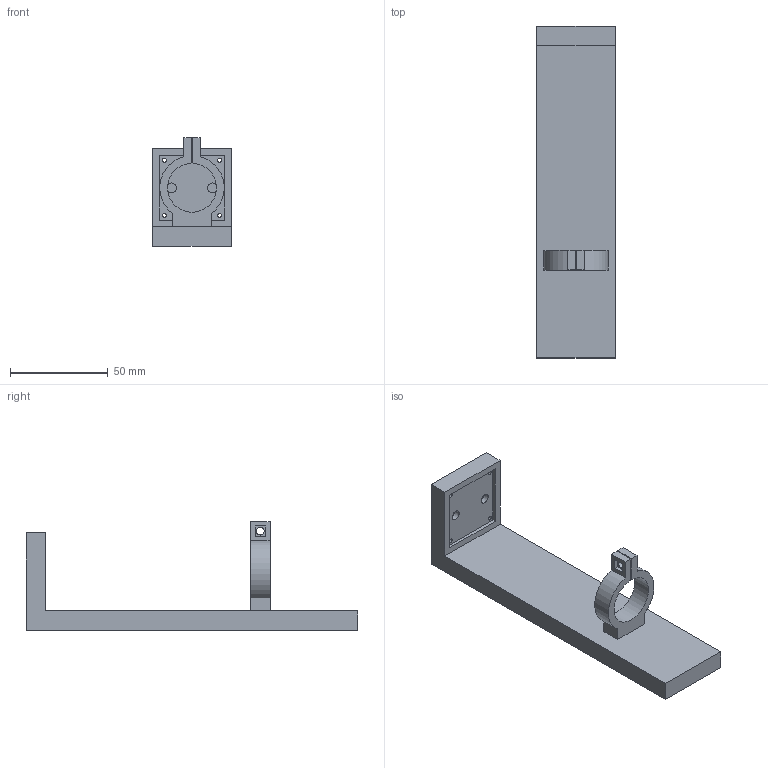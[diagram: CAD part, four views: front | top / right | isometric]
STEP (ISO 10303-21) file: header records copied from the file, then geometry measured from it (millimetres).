
FILE_DESCRIPTION(/* description */ (''),/* implementation_level */ '2;1');
FILE_NAME(/* name */ 'PySpectroscope_fixture_2',/* time_stamp */ '2025-08-02T16:51:34+02:00',/* author */ (''),/* organization */ (''),/* preprocessor_version */ 'ST-DEVELOPER v19.2',/* originating_system */ 'Rhino 8.22',/* authorisation */ '');
FILE_SCHEMA (('CONFIG_CONTROL_DESIGN'));
Length unit declared in the file: millimetre
Products named in the file (1): Document
Bounding box: 40 x 170 x 55.77 mm (x, y, z)
Volume: 86984.5 mm3; surface area: 25488 mm2
Topology: 1 solids, 1 shells, 51 faces, 120 edges, 80 vertices
Faces by surface type: plane 34, cylinder 17
Full cylindrical faces by diameter (mm): 2 x4, 4 x2, 5 x6
Entity records: 1459 total; most frequent: CARTESIAN_POINT 361, ORIENTED_EDGE 240, DIRECTION 123, EDGE_CURVE 120, AXIS2_PLACEMENT_3D 87, VERTEX_POINT 80, EDGE_LOOP 72, B_SPLINE_CURVE_WITH_KNOTS 72
